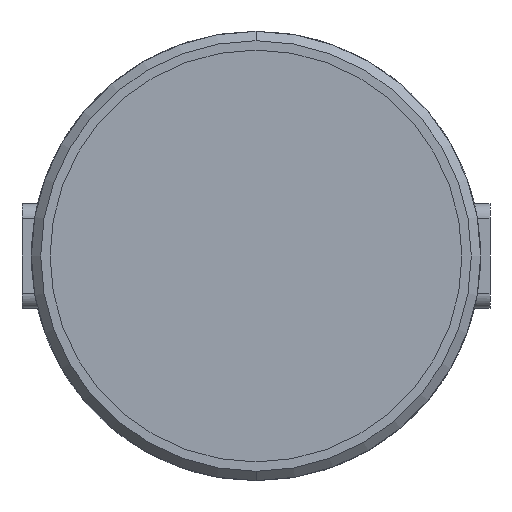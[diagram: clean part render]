
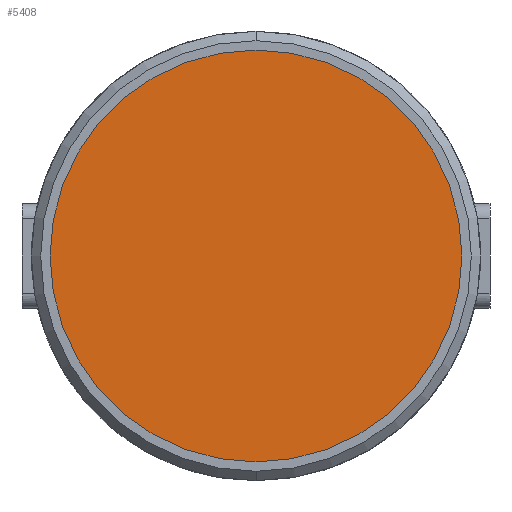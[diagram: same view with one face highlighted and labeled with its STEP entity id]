
A CAD part, front view. The second image highlights one B-rep face of the part: STEP entity #5408.
In plain terms, the highlighted planar face has unit normal (0, -1, 0).
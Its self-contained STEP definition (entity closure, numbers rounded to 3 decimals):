
#114 = DIRECTION ( 'NONE',  ( 0., 1., 0. ) ) ;
#151 = CARTESIAN_POINT ( 'NONE',  ( 0., -2., 0. ) ) ;
#1139 = CIRCLE ( 'NONE', #4232, 110. ) ;
#1741 = DIRECTION ( 'NONE',  ( 0., 1., 0. ) ) ;
#1825 = AXIS2_PLACEMENT_3D ( 'NONE', #4568, #1741, #6420 ) ;
#1956 = AXIS2_PLACEMENT_3D ( 'NONE', #151, #114, #6714 ) ;
#2282 = ORIENTED_EDGE ( 'NONE', *, *, #6281, .F. ) ;
#2520 = CARTESIAN_POINT ( 'NONE',  ( 0., -2., 0. ) ) ;
#2665 = CARTESIAN_POINT ( 'NONE',  ( 0., -2., 110. ) ) ;
#3758 = DIRECTION ( 'NONE',  ( 0., 1., 0. ) ) ;
#4129 = EDGE_LOOP ( 'NONE', ( #4896, #2282 ) ) ;
#4232 = AXIS2_PLACEMENT_3D ( 'NONE', #2520, #3758, #4846 ) ;
#4317 = CIRCLE ( 'NONE', #1956, 110. ) ;
#4568 = CARTESIAN_POINT ( 'NONE',  ( 0., -2., 0. ) ) ;
#4846 = DIRECTION ( 'NONE',  ( 0., 0., 1. ) ) ;
#4896 = ORIENTED_EDGE ( 'NONE', *, *, #7162, .F. ) ;
#5205 = VERTEX_POINT ( 'NONE', #2665 ) ;
#5408 = ADVANCED_FACE ( 'NONE', ( #5725 ), #7049, .F. ) ;
#5725 = FACE_OUTER_BOUND ( 'NONE', #4129, .T. ) ;
#5960 = VERTEX_POINT ( 'NONE', #6932 ) ;
#6281 = EDGE_CURVE ( 'NONE', #5960, #5205, #4317, .T. ) ;
#6420 = DIRECTION ( 'NONE',  ( 0., 0., 1. ) ) ;
#6714 = DIRECTION ( 'NONE',  ( 0., 0., 1. ) ) ;
#6932 = CARTESIAN_POINT ( 'NONE',  ( 0., -2., -110. ) ) ;
#7049 = PLANE ( 'NONE',  #1825 ) ;
#7162 = EDGE_CURVE ( 'NONE', #5205, #5960, #1139, .T. ) ;
